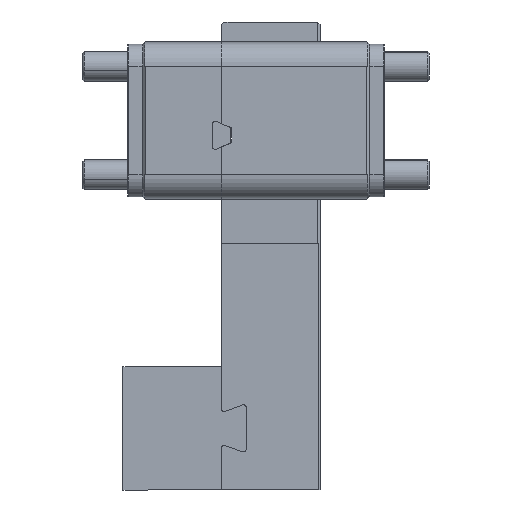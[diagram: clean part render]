
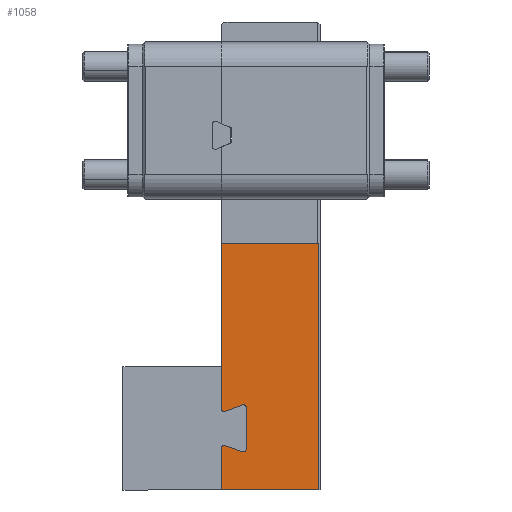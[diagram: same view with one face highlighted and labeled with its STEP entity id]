
A CAD part, left-side view. The second image highlights one B-rep face of the part: STEP entity #1058.
In plain terms, the highlighted face is planar.
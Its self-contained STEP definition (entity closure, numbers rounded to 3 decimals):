
#88 = DIRECTION ( 'NONE',  ( -1., 0., 0. ) ) ;
#94 = DIRECTION ( 'NONE',  ( 0., 1., 0. ) ) ;
#336 = CARTESIAN_POINT ( 'NONE',  ( 46.394, 19.5, -16.2 ) ) ;
#458 = CARTESIAN_POINT ( 'NONE',  ( 0., 15., -16.2 ) ) ;
#600 = ORIENTED_EDGE ( 'NONE', *, *, #15485, .F. ) ;
#705 = CARTESIAN_POINT ( 'NONE',  ( 46.394, 20., -16.2 ) ) ;
#767 = DIRECTION ( 'NONE',  ( 1., 0., 0. ) ) ;
#862 = VECTOR ( 'NONE', #9723, 1000. ) ;
#867 = EDGE_CURVE ( 'NONE', #3444, #10521, #11882, .T. ) ;
#1058 = ADVANCED_FACE ( 'NONE', ( #8604 ), #6874, .F. ) ;
#1347 = ORIENTED_EDGE ( 'NONE', *, *, #7472, .F. ) ;
#1683 = DIRECTION ( 'NONE',  ( -0.342, 0.94, 0. ) ) ;
#1697 = VERTEX_POINT ( 'NONE', #13439 ) ;
#1724 = CIRCLE ( 'NONE', #11024, 0.5 ) ;
#1868 = ORIENTED_EDGE ( 'NONE', *, *, #867, .F. ) ;
#1906 = VECTOR ( 'NONE', #4008, 1000. ) ;
#2053 = VERTEX_POINT ( 'NONE', #10118 ) ;
#2459 = VERTEX_POINT ( 'NONE', #15034 ) ;
#2743 = DIRECTION ( 'NONE',  ( -1., 0., 0. ) ) ;
#3003 = EDGE_CURVE ( 'NONE', #12264, #3795, #13720, .T. ) ;
#3116 = EDGE_CURVE ( 'NONE', #8671, #2053, #1724, .T. ) ;
#3143 = VERTEX_POINT ( 'NONE', #12910 ) ;
#3212 = EDGE_CURVE ( 'NONE', #3963, #8671, #10451, .T. ) ;
#3216 = EDGE_CURVE ( 'NONE', #15743, #3444, #8930, .T. ) ;
#3362 = DIRECTION ( 'NONE',  ( 0., 0., -1. ) ) ;
#3398 = CARTESIAN_POINT ( 'NONE',  ( 47.286, 15.5, -16.2 ) ) ;
#3444 = VERTEX_POINT ( 'NONE', #3777 ) ;
#3580 = CARTESIAN_POINT ( 'NONE',  ( 5., 0., -16.2 ) ) ;
#3777 = CARTESIAN_POINT ( 'NONE',  ( 37.744, 15.671, -16.2 ) ) ;
#3795 = VERTEX_POINT ( 'NONE', #10611 ) ;
#3951 = DIRECTION ( 'NONE',  ( 1., 0., 0. ) ) ;
#3963 = VERTEX_POINT ( 'NONE', #5654 ) ;
#4008 = DIRECTION ( 'NONE',  ( 0., -1., 0. ) ) ;
#4384 = ORIENTED_EDGE ( 'NONE', *, *, #3212, .T. ) ;
#4413 = VERTEX_POINT ( 'NONE', #8025 ) ;
#4450 = VERTEX_POINT ( 'NONE', #705 ) ;
#4456 = DIRECTION ( 'NONE',  ( 1., 0., 0. ) ) ;
#4464 = CIRCLE ( 'NONE', #15116, 0.5 ) ;
#4479 = CARTESIAN_POINT ( 'NONE',  ( 46.786, 15.5, -16.2 ) ) ;
#4862 = ORIENTED_EDGE ( 'NONE', *, *, #3116, .T. ) ;
#5144 = CARTESIAN_POINT ( 'NONE',  ( 0., 20., -16.2 ) ) ;
#5198 = DIRECTION ( 'NONE',  ( 0., 0., 1. ) ) ;
#5343 = VECTOR ( 'NONE', #88, 1000. ) ;
#5597 = CARTESIAN_POINT ( 'NONE',  ( 38.606, 19.5, -16.2 ) ) ;
#5654 = CARTESIAN_POINT ( 'NONE',  ( 46.786, 15., -16.2 ) ) ;
#5708 = DIRECTION ( 'NONE',  ( 1., 0., 0. ) ) ;
#5810 = DIRECTION ( 'NONE',  ( 1., 0., 0. ) ) ;
#5880 = LINE ( 'NONE', #10236, #12560 ) ;
#6206 = LINE ( 'NONE', #3580, #6401 ) ;
#6301 = CARTESIAN_POINT ( 'NONE',  ( 5., 0.3, -16.2 ) ) ;
#6347 = DIRECTION ( 'NONE',  ( 1., 0., 0. ) ) ;
#6382 = EDGE_CURVE ( 'NONE', #3795, #7849, #8563, .T. ) ;
#6401 = VECTOR ( 'NONE', #94, 1000. ) ;
#6668 = LINE ( 'NONE', #5144, #9294 ) ;
#6843 = DIRECTION ( 'NONE',  ( 0., 0., 1. ) ) ;
#6874 = PLANE ( 'NONE',  #7232 ) ;
#6894 = DIRECTION ( 'NONE',  ( 1., 0., 0. ) ) ;
#6917 = EDGE_CURVE ( 'NONE', #12264, #4450, #6668, .T. ) ;
#7056 = ORIENTED_EDGE ( 'NONE', *, *, #9762, .T. ) ;
#7158 = EDGE_CURVE ( 'NONE', #2053, #2459, #5880, .T. ) ;
#7232 = AXIS2_PLACEMENT_3D ( 'NONE', #10676, #14267, #4456 ) ;
#7376 = ORIENTED_EDGE ( 'NONE', *, *, #7451, .T. ) ;
#7395 = DIRECTION ( 'NONE',  ( -1., 0., 0. ) ) ;
#7451 = EDGE_CURVE ( 'NONE', #15743, #3963, #12756, .T. ) ;
#7472 = EDGE_CURVE ( 'NONE', #10521, #3143, #8941, .T. ) ;
#7849 = VERTEX_POINT ( 'NONE', #14196 ) ;
#7984 = AXIS2_PLACEMENT_3D ( 'NONE', #5597, #10627, #767 ) ;
#8006 = ORIENTED_EDGE ( 'NONE', *, *, #3216, .F. ) ;
#8025 = CARTESIAN_POINT ( 'NONE',  ( 38.606, 20., -16.2 ) ) ;
#8129 = CARTESIAN_POINT ( 'NONE',  ( 38.214, 15., -16.2 ) ) ;
#8317 = DIRECTION ( 'NONE',  ( 1., 0., 0. ) ) ;
#8475 = ORIENTED_EDGE ( 'NONE', *, *, #11791, .F. ) ;
#8563 = LINE ( 'NONE', #6301, #5343 ) ;
#8578 = ORIENTED_EDGE ( 'NONE', *, *, #6382, .T. ) ;
#8604 = FACE_OUTER_BOUND ( 'NONE', #15554, .T. ) ;
#8671 = VERTEX_POINT ( 'NONE', #3398 ) ;
#8721 = VECTOR ( 'NONE', #8317, 1000. ) ;
#8792 = CARTESIAN_POINT ( 'NONE',  ( 38.606, 19.5, -16.2 ) ) ;
#8930 = CIRCLE ( 'NONE', #14818, 0.5 ) ;
#8941 = CIRCLE ( 'NONE', #7984, 0.5 ) ;
#9138 = ORIENTED_EDGE ( 'NONE', *, *, #13114, .F. ) ;
#9230 = ORIENTED_EDGE ( 'NONE', *, *, #3003, .T. ) ;
#9294 = VECTOR ( 'NONE', #2743, 1000. ) ;
#9723 = DIRECTION ( 'NONE',  ( 0.342, 0.94, 0. ) ) ;
#9762 = EDGE_CURVE ( 'NONE', #7849, #1697, #6206, .T. ) ;
#9789 = CARTESIAN_POINT ( 'NONE',  ( 0., 20., -16.2 ) ) ;
#10118 = CARTESIAN_POINT ( 'NONE',  ( 47.256, 15.671, -16.2 ) ) ;
#10124 = CARTESIAN_POINT ( 'NONE',  ( 55., 20., -16.2 ) ) ;
#10236 = CARTESIAN_POINT ( 'NONE',  ( 46.764, 17.021, -16.2 ) ) ;
#10383 = DIRECTION ( 'NONE',  ( 0., 0., 1. ) ) ;
#10442 = CARTESIAN_POINT ( 'NONE',  ( 38.214, 15.5, -16.2 ) ) ;
#10451 = CIRCLE ( 'NONE', #11848, 0.5 ) ;
#10521 = VERTEX_POINT ( 'NONE', #12312 ) ;
#10611 = CARTESIAN_POINT ( 'NONE',  ( 55., 0.3, -16.2 ) ) ;
#10627 = DIRECTION ( 'NONE',  ( 0., 0., 1. ) ) ;
#10655 = VECTOR ( 'NONE', #7395, 1000. ) ;
#10660 = ORIENTED_EDGE ( 'NONE', *, *, #6917, .F. ) ;
#10676 = CARTESIAN_POINT ( 'NONE',  ( 0., 20., -16.2 ) ) ;
#11024 = AXIS2_PLACEMENT_3D ( 'NONE', #12859, #10383, #6894 ) ;
#11244 = LINE ( 'NONE', #9789, #10655 ) ;
#11791 = EDGE_CURVE ( 'NONE', #4450, #2459, #13094, .T. ) ;
#11848 = AXIS2_PLACEMENT_3D ( 'NONE', #4479, #6843, #5708 ) ;
#11882 = LINE ( 'NONE', #15555, #862 ) ;
#12264 = VERTEX_POINT ( 'NONE', #12555 ) ;
#12312 = CARTESIAN_POINT ( 'NONE',  ( 39.076, 19.329, -16.2 ) ) ;
#12555 = CARTESIAN_POINT ( 'NONE',  ( 55., 20., -16.2 ) ) ;
#12560 = VECTOR ( 'NONE', #1683, 1000. ) ;
#12680 = AXIS2_PLACEMENT_3D ( 'NONE', #336, #5198, #6347 ) ;
#12756 = LINE ( 'NONE', #458, #8721 ) ;
#12811 = ORIENTED_EDGE ( 'NONE', *, *, #7158, .T. ) ;
#12859 = CARTESIAN_POINT ( 'NONE',  ( 46.786, 15.5, -16.2 ) ) ;
#12910 = CARTESIAN_POINT ( 'NONE',  ( 39.106, 19.5, -16.2 ) ) ;
#13094 = CIRCLE ( 'NONE', #12680, 0.5 ) ;
#13114 = EDGE_CURVE ( 'NONE', #3143, #4413, #4464, .T. ) ;
#13439 = CARTESIAN_POINT ( 'NONE',  ( 5., 20., -16.2 ) ) ;
#13720 = LINE ( 'NONE', #10124, #1906 ) ;
#14196 = CARTESIAN_POINT ( 'NONE',  ( 5., 0.3, -16.2 ) ) ;
#14267 = DIRECTION ( 'NONE',  ( 0., 0., 1. ) ) ;
#14818 = AXIS2_PLACEMENT_3D ( 'NONE', #10442, #3362, #5810 ) ;
#14946 = DIRECTION ( 'NONE',  ( 0., 0., 1. ) ) ;
#15034 = CARTESIAN_POINT ( 'NONE',  ( 45.924, 19.329, -16.2 ) ) ;
#15116 = AXIS2_PLACEMENT_3D ( 'NONE', #8792, #14946, #3951 ) ;
#15485 = EDGE_CURVE ( 'NONE', #4413, #1697, #11244, .T. ) ;
#15554 = EDGE_LOOP ( 'NONE', ( #9230, #8578, #7056, #600, #9138, #1347, #1868, #8006, #7376, #4384, #4862, #12811, #8475, #10660 ) ) ;
#15555 = CARTESIAN_POINT ( 'NONE',  ( 28.292, -10.298, -16.2 ) ) ;
#15743 = VERTEX_POINT ( 'NONE', #8129 ) ;
